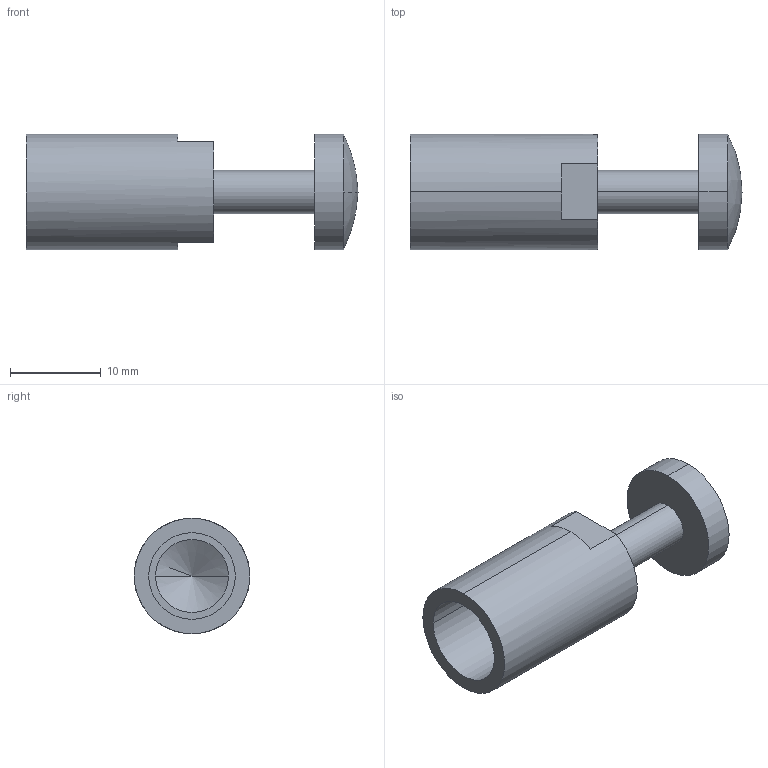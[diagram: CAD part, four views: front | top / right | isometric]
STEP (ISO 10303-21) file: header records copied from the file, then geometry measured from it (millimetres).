
FILE_DESCRIPTION((''),'2;1');
FILE_NAME('E186','2000-06-30T12:02:02',(''),(''),'AutoCAD STEP 2000','AutoCAD 2000',', , ');
FILE_SCHEMA(('CONFIG_CONTROL_DESIGN'));
Length unit declared in the file: inch
Bounding box: 36.51 x 12.7 x 12.7 mm (x, y, z)
Volume: 2154.3 mm3; surface area: 2068.4 mm2
Topology: 1 solids, 1 shells, 22 faces, 49 edges, 31 vertices
Faces by surface type: cylinder 10, plane 6, sphere 2, cone 2, bspline 2
Entity records: 709 total; most frequent: DIRECTION 116, CARTESIAN_POINT 107, ORIENTED_EDGE 94, AXIS2_PLACEMENT_3D 48, EDGE_CURVE 47, VERTEX_POINT 31, CIRCLE 27, EDGE_LOOP 26
